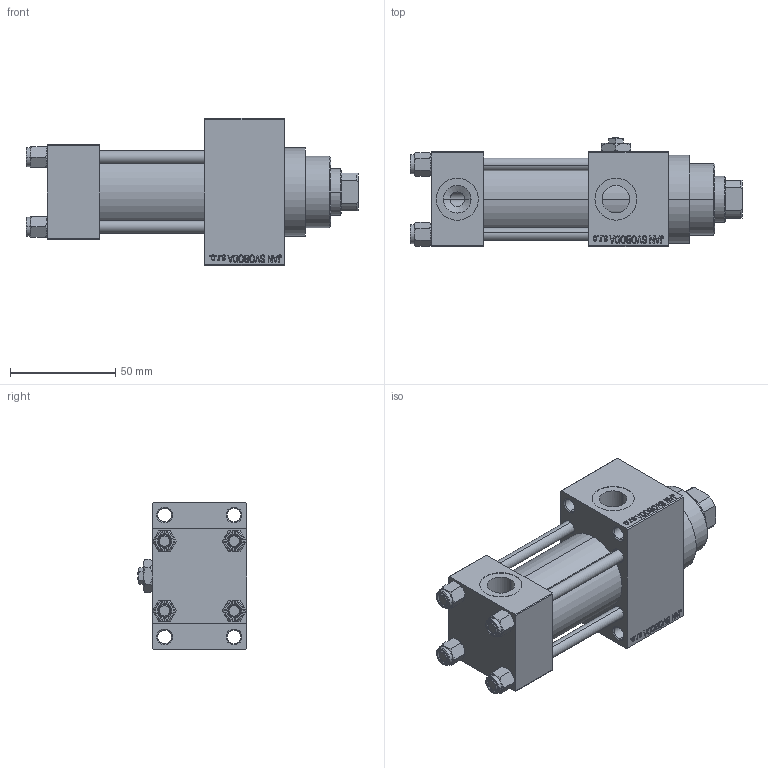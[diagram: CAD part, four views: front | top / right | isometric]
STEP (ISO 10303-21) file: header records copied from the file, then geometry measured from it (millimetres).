
FILE_DESCRIPTION (( 'STEP AP203' ), '1' );
FILE_NAME ('88de.STEP', '2023-08-23T13:25:14', ( '' ), ( '' ), 'SwSTEP 2.0', 'SolidWorks 2019', '' );
FILE_SCHEMA (( 'CONFIG_CONTROL_DESIGN' ));
Length unit declared in the file: millimetre
Products named in the file (7): V215CR_VCP_D d175a7b41f452ef24f86a5bb8bc607eb; NUT_M5_D d175a7b41f452ef24f86a5bb8bc607eb; V215_VC_A d175a7b41f452ef24f86a5bb8bc607eb; Zatka_pro_OIL_PORT d175a7b41f452ef24f86a5bb8bc607eb; V215CR_D_Body d175a7b41f452ef24f86a5bb8bc607eb; 88de; V215CR_D_TYCINKA d175a7b41f452ef24f86a5bb8bc607eb
Assembly tree (12 placements, depth 2):
  88de
    V215CR_D_Body d175a7b41f452ef24f86a5bb8bc607eb
    V215CR_VCP_D d175a7b41f452ef24f86a5bb8bc607eb
    NUT_M5_D d175a7b41f452ef24f86a5bb8bc607eb  x4
    V215CR_D_TYCINKA d175a7b41f452ef24f86a5bb8bc607eb  x4
    V215_VC_A d175a7b41f452ef24f86a5bb8bc607eb
    Zatka_pro_OIL_PORT d175a7b41f452ef24f86a5bb8bc607eb
Bounding box: 158 x 52 x 70 mm (x, y, z)
Volume: 242919 mm3; surface area: 80573 mm2
Topology: 12 solids, 12 shells, 1149 faces, 2854 edges, 1843 vertices
Faces by surface type: plane 519, bspline 368, cone 162, cylinder 92, torus 8
Entity records: 48811 total; most frequent: CARTESIAN_POINT 25602, ORIENTED_EDGE 5200, DIRECTION 3374, EDGE_CURVE 2600, VERTEX_POINT 1699, VECTOR 1540, LINE 1540, EDGE_LOOP 1165
